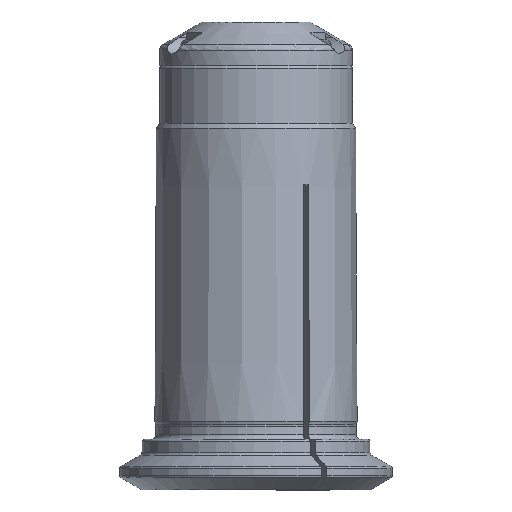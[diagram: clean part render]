
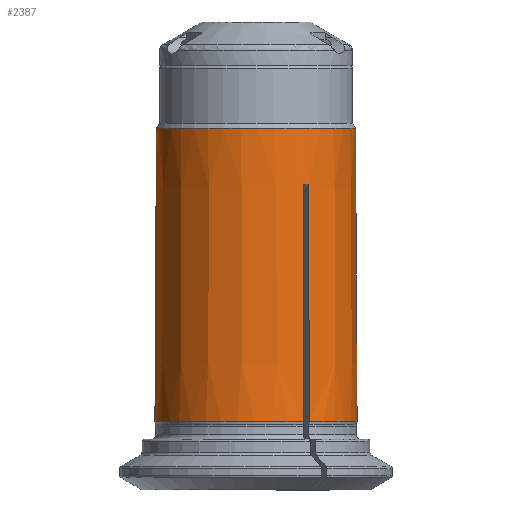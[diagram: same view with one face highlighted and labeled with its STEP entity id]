
A CAD part, front view. The second image highlights one B-rep face of the part: STEP entity #2387.
In plain terms, the highlighted conical face has half-angle 0.287 degrees and reference radius 15.966 mm.
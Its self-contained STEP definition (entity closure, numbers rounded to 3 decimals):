
#27=ELLIPSE('',#2556,20.685,15.845);
#28=ELLIPSE('',#2560,20.685,15.845);
#29=ELLIPSE('',#2564,20.685,15.845);
#65=LINE('',#3403,#140);
#75=LINE('',#3474,#150);
#85=LINE('',#3533,#160);
#114=LINE('',#3746,#189);
#119=LINE('',#3781,#194);
#126=LINE('',#3818,#201);
#140=VECTOR('',#2739,1000.);
#150=VECTOR('',#2761,1000.);
#160=VECTOR('',#2783,1000.);
#189=VECTOR('',#2966,1000.);
#194=VECTOR('',#2979,1000.);
#201=VECTOR('',#2996,1000.);
#761=ORIENTED_EDGE('',*,*,#1084,.F.);
#762=ORIENTED_EDGE('',*,*,#1090,.T.);
#763=ORIENTED_EDGE('',*,*,#929,.T.);
#764=ORIENTED_EDGE('',*,*,#1063,.F.);
#765=ORIENTED_EDGE('',*,*,#1071,.F.);
#766=ORIENTED_EDGE('',*,*,#1091,.T.);
#767=ORIENTED_EDGE('',*,*,#971,.F.);
#768=ORIENTED_EDGE('',*,*,#1055,.F.);
#769=ORIENTED_EDGE('',*,*,#1060,.T.);
#770=ORIENTED_EDGE('',*,*,#1092,.T.);
#771=ORIENTED_EDGE('',*,*,#951,.T.);
#772=ORIENTED_EDGE('',*,*,#1074,.F.);
#773=ORIENTED_EDGE('',*,*,#1086,.F.);
#929=EDGE_CURVE('',#1163,#1162,#65,.T.);
#951=EDGE_CURVE('',#1185,#1184,#75,.T.);
#971=EDGE_CURVE('',#1202,#1203,#85,.T.);
#1055=EDGE_CURVE('',#1261,#1202,#27,.T.);
#1060=EDGE_CURVE('',#1261,#1263,#114,.T.);
#1063=EDGE_CURVE('',#1264,#1162,#28,.T.);
#1071=EDGE_CURVE('',#1268,#1264,#119,.T.);
#1074=EDGE_CURVE('',#1269,#1184,#29,.T.);
#1084=EDGE_CURVE('',#1276,#1269,#126,.T.);
#1086=EDGE_CURVE('',#1278,#1278,#1362,.T.);
#1090=EDGE_CURVE('',#1276,#1163,#1366,.T.);
#1091=EDGE_CURVE('',#1268,#1203,#1367,.T.);
#1092=EDGE_CURVE('',#1263,#1185,#1368,.T.);
#1162=VERTEX_POINT('',#3402);
#1163=VERTEX_POINT('',#3404);
#1184=VERTEX_POINT('',#3473);
#1185=VERTEX_POINT('',#3475);
#1202=VERTEX_POINT('',#3532);
#1203=VERTEX_POINT('',#3534);
#1261=VERTEX_POINT('',#3734);
#1263=VERTEX_POINT('',#3745);
#1264=VERTEX_POINT('',#3751);
#1268=VERTEX_POINT('',#3780);
#1269=VERTEX_POINT('',#3786);
#1276=VERTEX_POINT('',#3817);
#1278=VERTEX_POINT('',#3824);
#1362=CIRCLE('',#2570,15.735);
#1366=CIRCLE('',#2579,15.966);
#1367=CIRCLE('',#2581,15.966);
#1368=CIRCLE('',#2582,15.966);
#1477=EDGE_LOOP('',(#761,#762,#763,#764,#765,#766,#767,#768,#769,#770,#771,
#772));
#1478=EDGE_LOOP('',(#773));
#1601=FACE_BOUND('',#1477,.T.);
#1602=FACE_BOUND('',#1478,.T.);
#1641=CONICAL_SURFACE('',#2580,15.966,0.005);
#2387=ADVANCED_FACE('',(#1601,#1602),#1641,.T.);
#2556=AXIS2_PLACEMENT_3D('',#3735,#2959,#2960);
#2560=AXIS2_PLACEMENT_3D('',#3752,#2973,#2974);
#2564=AXIS2_PLACEMENT_3D('',#3787,#2986,#2987);
#2570=AXIS2_PLACEMENT_3D('',#3823,#3003,#3004);
#2579=AXIS2_PLACEMENT_3D('',#3833,#3021,#3022);
#2580=AXIS2_PLACEMENT_3D('',#3834,#3023,#3024);
#2581=AXIS2_PLACEMENT_3D('',#3835,#3025,#3026);
#2582=AXIS2_PLACEMENT_3D('',#3836,#3027,#3028);
#2739=DIRECTION('',(-0.003,-0.004,1.));
#2761=DIRECTION('',(-0.003,0.004,1.));
#2783=DIRECTION('',(-0.005,0.,-1.));
#2959=DIRECTION('',(-0.643,0.,-0.766));
#2960=DIRECTION('',(0.766,0.,-0.643));
#2966=DIRECTION('',(-0.005,0.,-1.));
#2973=DIRECTION('',(0.321,0.557,-0.766));
#2974=DIRECTION('',(-0.383,-0.663,-0.643));
#2979=DIRECTION('',(-0.003,-0.004,1.));
#2986=DIRECTION('',(0.321,-0.557,-0.766));
#2987=DIRECTION('',(-0.383,0.663,-0.643));
#2996=DIRECTION('',(-0.003,0.004,1.));
#3003=DIRECTION('',(0.,0.,1.));
#3004=DIRECTION('',(1.,0.,0.));
#3021=DIRECTION('',(0.,0.,1.));
#3022=DIRECTION('',(1.,0.,0.));
#3023=DIRECTION('',(0.,0.,-1.));
#3024=DIRECTION('',(-1.,0.,0.));
#3025=DIRECTION('',(0.,0.,1.));
#3026=DIRECTION('',(1.,0.,0.));
#3027=DIRECTION('',(0.,0.,1.));
#3028=DIRECTION('',(1.,0.,0.));
#3402=CARTESIAN_POINT('',(8.318,13.408,48.233));
#3403=CARTESIAN_POINT('',(8.365,13.489,29.518));
#3404=CARTESIAN_POINT('',(8.412,13.57,10.803));
#3473=CARTESIAN_POINT('',(7.452,-13.908,48.233));
#3474=CARTESIAN_POINT('',(7.499,-13.989,29.518));
#3475=CARTESIAN_POINT('',(7.546,-14.07,10.803));
#3532=CARTESIAN_POINT('',(-15.771,0.5,48.233));
#3533=CARTESIAN_POINT('',(-15.865,0.5,29.518));
#3534=CARTESIAN_POINT('',(-15.958,0.5,10.803));
#3734=CARTESIAN_POINT('',(-15.771,-0.5,48.233));
#3735=CARTESIAN_POINT('',(0.066,0.,34.944));
#3745=CARTESIAN_POINT('',(-15.958,-0.5,10.803));
#3746=CARTESIAN_POINT('',(-15.865,-0.5,29.518));
#3751=CARTESIAN_POINT('',(7.452,13.908,48.233));
#3752=CARTESIAN_POINT('',(-0.033,-0.058,34.944));
#3780=CARTESIAN_POINT('',(7.546,14.07,10.803));
#3781=CARTESIAN_POINT('',(7.499,13.989,29.518));
#3786=CARTESIAN_POINT('',(8.318,-13.408,48.233));
#3787=CARTESIAN_POINT('',(-0.033,0.058,34.944));
#3817=CARTESIAN_POINT('',(8.412,-13.57,10.803));
#3818=CARTESIAN_POINT('',(8.365,-13.489,29.518));
#3823=CARTESIAN_POINT('',(0.,0.,57.094));
#3824=CARTESIAN_POINT('',(15.735,0.,57.094));
#3833=CARTESIAN_POINT('',(0.,0.,10.803));
#3834=CARTESIAN_POINT('',(0.,0.,10.803));
#3835=CARTESIAN_POINT('',(0.,0.,10.803));
#3836=CARTESIAN_POINT('',(0.,0.,10.803));
